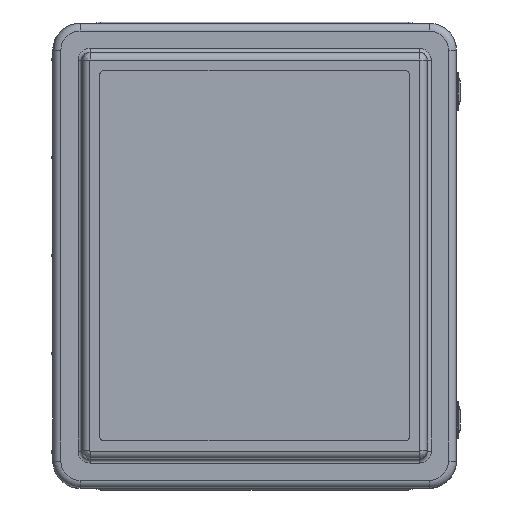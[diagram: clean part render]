
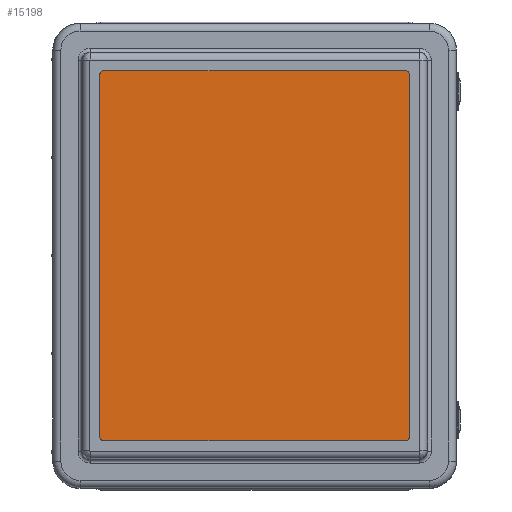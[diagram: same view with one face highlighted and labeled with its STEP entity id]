
A CAD part, top view. The second image highlights one B-rep face of the part: STEP entity #15198.
In plain terms, the highlighted planar face has unit normal (0, 0, 1).
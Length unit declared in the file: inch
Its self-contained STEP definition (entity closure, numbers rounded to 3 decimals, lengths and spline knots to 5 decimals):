
#1263=LINE($,#27055,#2418);
#1266=LINE($,#27063,#2421);
#1269=LINE($,#27071,#2424);
#1271=LINE($,#27077,#2426);
#2418=VECTOR($,#20824,12.);
#2421=VECTOR($,#20833,10.);
#2424=VECTOR($,#20842,12.);
#2426=VECTOR($,#20850,10.);
#2954=PLANE($,#16794);
#4532=FACE_OUTER_BOUND($,#5694,.T.);
#5694=EDGE_LOOP($,(#13567,#13568,#13569,#13570,#13571,#13572,#13573,#13574));
#6587=CIRCLE($,#16783,0.125);
#6588=CIRCLE($,#16786,0.125);
#6589=CIRCLE($,#16789,0.125);
#6590=CIRCLE($,#16792,0.125);
#7886=VERTEX_POINT($,#27047);
#7887=VERTEX_POINT($,#27049);
#7888=VERTEX_POINT($,#27053);
#7889=VERTEX_POINT($,#27057);
#7890=VERTEX_POINT($,#27061);
#7891=VERTEX_POINT($,#27065);
#7892=VERTEX_POINT($,#27069);
#7893=VERTEX_POINT($,#27073);
#9830=EDGE_CURVE($,#7886,#7887,#6587,.T.);
#9833=EDGE_CURVE($,#7888,#7886,#1263,.T.);
#9835=EDGE_CURVE($,#7889,#7888,#6588,.T.);
#9837=EDGE_CURVE($,#7890,#7889,#1266,.T.);
#9839=EDGE_CURVE($,#7891,#7890,#6589,.T.);
#9841=EDGE_CURVE($,#7892,#7891,#1269,.T.);
#9843=EDGE_CURVE($,#7893,#7892,#6590,.T.);
#9844=EDGE_CURVE($,#7887,#7893,#1271,.T.);
#13567=ORIENTED_EDGE($,*,*,#9844,.F.);
#13568=ORIENTED_EDGE($,*,*,#9830,.F.);
#13569=ORIENTED_EDGE($,*,*,#9833,.F.);
#13570=ORIENTED_EDGE($,*,*,#9835,.F.);
#13571=ORIENTED_EDGE($,*,*,#9837,.F.);
#13572=ORIENTED_EDGE($,*,*,#9839,.F.);
#13573=ORIENTED_EDGE($,*,*,#9841,.F.);
#13574=ORIENTED_EDGE($,*,*,#9843,.F.);
#15198=ADVANCED_FACE($,(#4532),#2954,.T.);
#16783=AXIS2_PLACEMENT_3D($,#27050,#20818,#20819);
#16786=AXIS2_PLACEMENT_3D($,#27059,#20828,#20829);
#16789=AXIS2_PLACEMENT_3D($,#27067,#20837,#20838);
#16792=AXIS2_PLACEMENT_3D($,#27075,#20846,#20847);
#16794=AXIS2_PLACEMENT_3D($,#27078,#20851,#20852);
#20818=DIRECTION('center_axis',(0.,0.,-1.));
#20819=DIRECTION('ref_axis',(0.,-1.,0.));
#20824=DIRECTION($,(0.,1.,0.));
#20828=DIRECTION('center_axis',(0.,0.,-1.));
#20829=DIRECTION('ref_axis',(1.,0.,0.));
#20833=DIRECTION($,(-1.,0.,0.));
#20837=DIRECTION('center_axis',(0.,0.,-1.));
#20838=DIRECTION('ref_axis',(0.,1.,0.));
#20842=DIRECTION($,(0.,-1.,0.));
#20846=DIRECTION('center_axis',(0.,0.,-1.));
#20847=DIRECTION('ref_axis',(-1.,0.,0.));
#20850=DIRECTION($,(1.,0.,0.));
#20851=DIRECTION('center_axis',(0.,0.,1.));
#20852=DIRECTION('ref_axis',(1.,0.,0.));
#27047=CARTESIAN_POINT('',(-5.125,6.,0.));
#27049=CARTESIAN_POINT('',(-5.,6.125,0.));
#27050=CARTESIAN_POINT('Origin',(-5.,6.,0.));
#27053=CARTESIAN_POINT('',(-5.125,-6.,0.));
#27055=CARTESIAN_POINT($,(-5.125,-6.,0.));
#27057=CARTESIAN_POINT('',(-5.,-6.125,0.));
#27059=CARTESIAN_POINT('Origin',(-5.,-6.,0.));
#27061=CARTESIAN_POINT('',(5.,-6.125,0.));
#27063=CARTESIAN_POINT($,(5.,-6.125,0.));
#27065=CARTESIAN_POINT('',(5.125,-6.,0.));
#27067=CARTESIAN_POINT('Origin',(5.,-6.,0.));
#27069=CARTESIAN_POINT('',(5.125,6.,0.));
#27071=CARTESIAN_POINT($,(5.125,6.,0.));
#27073=CARTESIAN_POINT('',(5.,6.125,0.));
#27075=CARTESIAN_POINT('Origin',(5.,6.,0.));
#27077=CARTESIAN_POINT($,(-5.,6.125,0.));
#27078=CARTESIAN_POINT('Origin',(0.,0.,0.));
